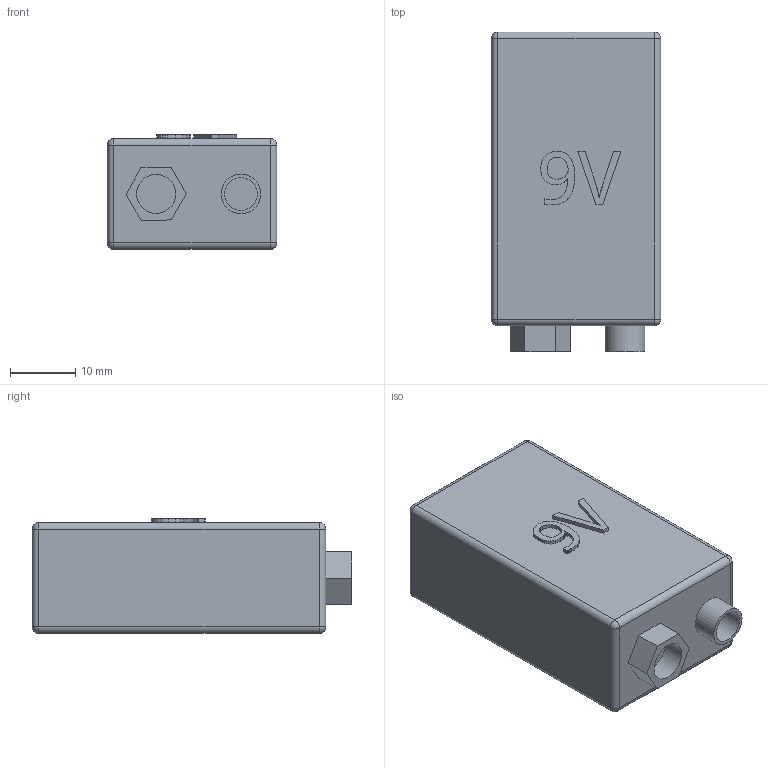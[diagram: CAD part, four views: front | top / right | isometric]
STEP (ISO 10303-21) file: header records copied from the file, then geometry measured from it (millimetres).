
FILE_DESCRIPTION(('FreeCAD Model'),'2;1');
FILE_NAME('Battery_9v_1.step','2020-04-13T10:35:48',('Author'),(''), 'Open CASCADE STEP processor 7.2','FreeCAD','Unknown');
FILE_SCHEMA(('CONFIG_CONTROL_DESIGN','SHAPE_APPEARANCE_LAYER_MIM'));
Length unit declared in the file: millimetre
Products named in the file (1): Pad002
Bounding box: 26 x 49 x 17.6 mm (x, y, z)
Volume: 20007.3 mm3; surface area: 4955.4 mm2
Topology: 1 solids, 1 shells, 103 faces, 266 edges, 164 vertices
Faces by surface type: extrusion 52, plane 28, cylinder 15, sphere 8
Full cylindrical faces by diameter (mm): 5 x1, 6 x1, 6.094 x1
Entity records: 3878 total; most frequent: CARTESIAN_POINT 838, ORIENTED_EDGE 516, DIRECTION 340, EDGE_CURVE 258, VECTOR 176, VERTEX_POINT 164, B_SPLINE_CURVE_WITH_KNOTS 156, LINE 124
